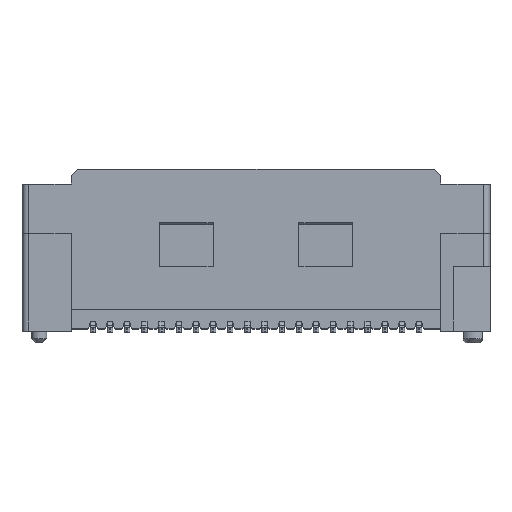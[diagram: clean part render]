
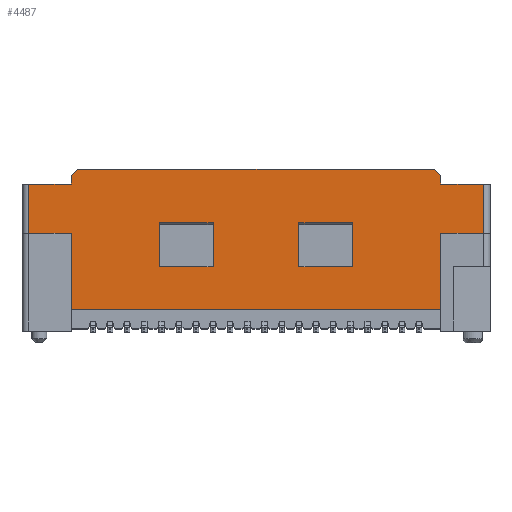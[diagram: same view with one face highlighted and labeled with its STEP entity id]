
A CAD part, top view. The second image highlights one B-rep face of the part: STEP entity #4487.
In plain terms, the highlighted planar face has unit normal (0, 0, 1).
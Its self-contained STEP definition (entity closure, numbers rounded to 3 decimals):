
#300=CARTESIAN_POINT('',(27.5,5.1,-0.5));
#301=VERTEX_POINT('',#300);
#308=CARTESIAN_POINT('',(27.5,1.55,-0.5));
#309=VERTEX_POINT('',#308);
#310=CARTESIAN_POINT('',(27.5,5.1,-0.5));
#311=DIRECTION('',(0.,-1.,0.));
#312=VECTOR('',#311,3.55);
#313=LINE('',#310,#312);
#314=EDGE_CURVE('',#301,#309,#313,.T.);
#4187=CARTESIAN_POINT('',(27.5,7.4,-0.5));
#4188=VERTEX_POINT('',#4187);
#4195=CARTESIAN_POINT('',(29.5,7.4,-0.5));
#4196=VERTEX_POINT('',#4195);
#4197=CARTESIAN_POINT('',(27.5,7.4,-0.5));
#4198=DIRECTION('',(1.,0.,0.));
#4199=VECTOR('',#4198,2.);
#4200=LINE('',#4197,#4199);
#4201=EDGE_CURVE('',#4188,#4196,#4200,.T.);
#4222=CARTESIAN_POINT('',(29.5,5.1,-0.5));
#4223=VERTEX_POINT('',#4222);
#4233=CARTESIAN_POINT('',(29.5,7.4,-0.5));
#4234=DIRECTION('',(0.,-1.,0.));
#4235=VECTOR('',#4234,2.3);
#4236=LINE('',#4233,#4235);
#4237=EDGE_CURVE('',#4196,#4223,#4236,.T.);
#4265=CARTESIAN_POINT('',(29.5,5.1,-0.5));
#4266=DIRECTION('',(-1.,0.,0.));
#4267=VECTOR('',#4266,2.);
#4268=LINE('',#4265,#4267);
#4269=EDGE_CURVE('',#4223,#301,#4268,.T.);
#4330=CARTESIAN_POINT('',(18.9,4.825,-0.5));
#4331=DIRECTION('',(-1.,0.,0.));
#4332=DIRECTION('',(0.,0.,1.));
#4333=AXIS2_PLACEMENT_3D('',#4330,#4332,#4331);
#4334=PLANE('',#4333);
#4335=ORIENTED_EDGE('',*,*,#314,.F.);
#4336=ORIENTED_EDGE('',*,*,#4269,.F.);
#4337=ORIENTED_EDGE('',*,*,#4237,.F.);
#4338=ORIENTED_EDGE('',*,*,#4201,.F.);
#4339=CARTESIAN_POINT('',(27.5,7.8,-0.5));
#4340=VERTEX_POINT('',#4339);
#4341=CARTESIAN_POINT('',(27.5,7.4,-0.5));
#4342=DIRECTION('',(0.,1.,0.));
#4343=VECTOR('',#4342,0.4);
#4344=LINE('',#4341,#4343);
#4345=EDGE_CURVE('',#4188,#4340,#4344,.T.);
#4346=ORIENTED_EDGE('',*,*,#4345,.T.);
#4347=CARTESIAN_POINT('',(27.2,8.1,-0.5));
#4348=VERTEX_POINT('',#4347);
#4349=CARTESIAN_POINT('',(27.5,7.8,-0.5));
#4350=DIRECTION('',(-0.707,0.707,0.));
#4351=VECTOR('',#4350,0.424);
#4352=LINE('',#4349,#4351);
#4353=EDGE_CURVE('',#4340,#4348,#4352,.T.);
#4354=ORIENTED_EDGE('',*,*,#4353,.T.);
#4355=CARTESIAN_POINT('',(10.6,8.1,-0.5));
#4356=VERTEX_POINT('',#4355);
#4357=CARTESIAN_POINT('',(27.2,8.1,-0.5));
#4358=DIRECTION('',(-1.,0.,0.));
#4359=VECTOR('',#4358,16.6);
#4360=LINE('',#4357,#4359);
#4361=EDGE_CURVE('',#4348,#4356,#4360,.T.);
#4362=ORIENTED_EDGE('',*,*,#4361,.T.);
#4363=CARTESIAN_POINT('',(10.3,7.8,-0.5));
#4364=VERTEX_POINT('',#4363);
#4365=CARTESIAN_POINT('',(10.6,8.1,-0.5));
#4366=DIRECTION('',(-0.707,-0.707,0.));
#4367=VECTOR('',#4366,0.424);
#4368=LINE('',#4365,#4367);
#4369=EDGE_CURVE('',#4356,#4364,#4368,.T.);
#4370=ORIENTED_EDGE('',*,*,#4369,.T.);
#4371=CARTESIAN_POINT('',(10.3,7.4,-0.5));
#4372=VERTEX_POINT('',#4371);
#4373=CARTESIAN_POINT('',(10.3,7.8,-0.5));
#4374=DIRECTION('',(0.,-1.,0.));
#4375=VECTOR('',#4374,0.4);
#4376=LINE('',#4373,#4375);
#4377=EDGE_CURVE('',#4364,#4372,#4376,.T.);
#4378=ORIENTED_EDGE('',*,*,#4377,.T.);
#4379=CARTESIAN_POINT('',(8.3,7.4,-0.5));
#4380=VERTEX_POINT('',#4379);
#4381=CARTESIAN_POINT('',(10.3,7.4,-0.5));
#4382=DIRECTION('',(-1.,0.,0.));
#4383=VECTOR('',#4382,2.);
#4384=LINE('',#4381,#4383);
#4385=EDGE_CURVE('',#4372,#4380,#4384,.T.);
#4386=ORIENTED_EDGE('',*,*,#4385,.T.);
#4387=CARTESIAN_POINT('',(8.3,5.1,-0.5));
#4388=VERTEX_POINT('',#4387);
#4389=CARTESIAN_POINT('',(8.3,7.4,-0.5));
#4390=DIRECTION('',(0.,-1.,0.));
#4391=VECTOR('',#4390,2.3);
#4392=LINE('',#4389,#4391);
#4393=EDGE_CURVE('',#4380,#4388,#4392,.T.);
#4394=ORIENTED_EDGE('',*,*,#4393,.T.);
#4395=CARTESIAN_POINT('',(10.3,5.1,-0.5));
#4396=VERTEX_POINT('',#4395);
#4397=CARTESIAN_POINT('',(8.3,5.1,-0.5));
#4398=DIRECTION('',(1.,0.,0.));
#4399=VECTOR('',#4398,2.);
#4400=LINE('',#4397,#4399);
#4401=EDGE_CURVE('',#4388,#4396,#4400,.T.);
#4402=ORIENTED_EDGE('',*,*,#4401,.T.);
#4403=CARTESIAN_POINT('',(10.3,1.55,-0.5));
#4404=VERTEX_POINT('',#4403);
#4405=CARTESIAN_POINT('',(10.3,5.1,-0.5));
#4406=DIRECTION('',(0.,-1.,0.));
#4407=VECTOR('',#4406,3.55);
#4408=LINE('',#4405,#4407);
#4409=EDGE_CURVE('',#4396,#4404,#4408,.T.);
#4410=ORIENTED_EDGE('',*,*,#4409,.T.);
#4411=CARTESIAN_POINT('',(10.3,1.55,-0.5));
#4412=DIRECTION('',(1.,0.,0.));
#4413=VECTOR('',#4412,17.2);
#4414=LINE('',#4411,#4413);
#4415=EDGE_CURVE('',#4404,#309,#4414,.T.);
#4416=ORIENTED_EDGE('',*,*,#4415,.T.);
#4417=EDGE_LOOP('',(#4335,#4336,#4337,#4338,#4346,#4354,#4362,#4370,#4378,#4386,#4394,#4402,#4410,#4416));
#4418=FACE_OUTER_BOUND('',#4417,.T.);
#4419=CARTESIAN_POINT('',(23.4,3.55,-0.5));
#4420=VERTEX_POINT('',#4419);
#4421=CARTESIAN_POINT('',(20.9,3.55,-0.5));
#4422=VERTEX_POINT('',#4421);
#4423=CARTESIAN_POINT('',(23.4,3.55,-0.5));
#4424=DIRECTION('',(-1.,0.,0.));
#4425=VECTOR('',#4424,2.5);
#4426=LINE('',#4423,#4425);
#4427=EDGE_CURVE('',#4420,#4422,#4426,.T.);
#4428=ORIENTED_EDGE('',*,*,#4427,.T.);
#4429=CARTESIAN_POINT('',(20.9,5.6,-0.5));
#4430=VERTEX_POINT('',#4429);
#4431=CARTESIAN_POINT('',(20.9,3.55,-0.5));
#4432=DIRECTION('',(0.,1.,0.));
#4433=VECTOR('',#4432,2.05);
#4434=LINE('',#4431,#4433);
#4435=EDGE_CURVE('',#4422,#4430,#4434,.T.);
#4436=ORIENTED_EDGE('',*,*,#4435,.T.);
#4437=CARTESIAN_POINT('',(23.4,5.6,-0.5));
#4438=VERTEX_POINT('',#4437);
#4439=CARTESIAN_POINT('',(20.9,5.6,-0.5));
#4440=DIRECTION('',(1.,0.,0.));
#4441=VECTOR('',#4440,2.5);
#4442=LINE('',#4439,#4441);
#4443=EDGE_CURVE('',#4430,#4438,#4442,.T.);
#4444=ORIENTED_EDGE('',*,*,#4443,.T.);
#4445=CARTESIAN_POINT('',(23.4,5.6,-0.5));
#4446=DIRECTION('',(0.,-1.,0.));
#4447=VECTOR('',#4446,2.05);
#4448=LINE('',#4445,#4447);
#4449=EDGE_CURVE('',#4438,#4420,#4448,.T.);
#4450=ORIENTED_EDGE('',*,*,#4449,.T.);
#4451=EDGE_LOOP('',(#4428,#4436,#4444,#4450));
#4452=FACE_BOUND('',#4451,.T.);
#4453=CARTESIAN_POINT('',(16.9,3.55,-0.5));
#4454=VERTEX_POINT('',#4453);
#4455=CARTESIAN_POINT('',(14.4,3.55,-0.5));
#4456=VERTEX_POINT('',#4455);
#4457=CARTESIAN_POINT('',(16.9,3.55,-0.5));
#4458=DIRECTION('',(-1.,0.,0.));
#4459=VECTOR('',#4458,2.5);
#4460=LINE('',#4457,#4459);
#4461=EDGE_CURVE('',#4454,#4456,#4460,.T.);
#4462=ORIENTED_EDGE('',*,*,#4461,.T.);
#4463=CARTESIAN_POINT('',(14.4,5.6,-0.5));
#4464=VERTEX_POINT('',#4463);
#4465=CARTESIAN_POINT('',(14.4,3.55,-0.5));
#4466=DIRECTION('',(0.,1.,0.));
#4467=VECTOR('',#4466,2.05);
#4468=LINE('',#4465,#4467);
#4469=EDGE_CURVE('',#4456,#4464,#4468,.T.);
#4470=ORIENTED_EDGE('',*,*,#4469,.T.);
#4471=CARTESIAN_POINT('',(16.9,5.6,-0.5));
#4472=VERTEX_POINT('',#4471);
#4473=CARTESIAN_POINT('',(14.4,5.6,-0.5));
#4474=DIRECTION('',(1.,0.,0.));
#4475=VECTOR('',#4474,2.5);
#4476=LINE('',#4473,#4475);
#4477=EDGE_CURVE('',#4464,#4472,#4476,.T.);
#4478=ORIENTED_EDGE('',*,*,#4477,.T.);
#4479=CARTESIAN_POINT('',(16.9,5.6,-0.5));
#4480=DIRECTION('',(0.,-1.,0.));
#4481=VECTOR('',#4480,2.05);
#4482=LINE('',#4479,#4481);
#4483=EDGE_CURVE('',#4472,#4454,#4482,.T.);
#4484=ORIENTED_EDGE('',*,*,#4483,.T.);
#4485=EDGE_LOOP('',(#4462,#4470,#4478,#4484));
#4486=FACE_BOUND('',#4485,.T.);
#4487=ADVANCED_FACE('',(#4418,#4452,#4486),#4334,.T.);
